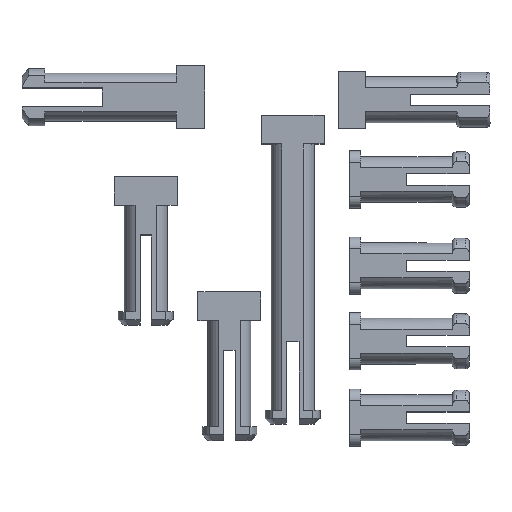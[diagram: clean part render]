
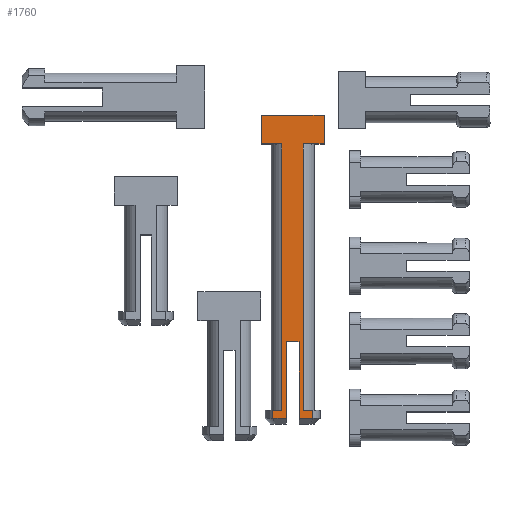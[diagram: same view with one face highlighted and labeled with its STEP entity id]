
A CAD part, top view. The second image highlights one B-rep face of the part: STEP entity #1760.
In plain terms, the highlighted planar face has unit normal (0, 0, 1).
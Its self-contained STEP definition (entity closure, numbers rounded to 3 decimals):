
#151 = CARTESIAN_POINT ( 'NONE',  ( -59.695, 24.137, 3.955 ) ) ;
#351 = CARTESIAN_POINT ( 'NONE',  ( -63.142, 34.187, 3.955 ) ) ;
#1553 = ORIENTED_EDGE ( 'NONE', *, *, #21508, .F. ) ;
#1760 = ADVANCED_FACE ( 'NONE', ( #17306 ), #20776, .T. ) ;
#1898 = EDGE_CURVE ( 'NONE', #3139, #20209, #19441, .T. ) ;
#1933 = CARTESIAN_POINT ( 'NONE',  ( -66.434, 60.137, 3.955 ) ) ;
#1934 = DIRECTION ( 'NONE',  ( 0., 0., 1. ) ) ;
#1999 = VERTEX_POINT ( 'NONE', #15354 ) ;
#2035 = LINE ( 'NONE', #4064, #3560 ) ;
#2110 = VERTEX_POINT ( 'NONE', #5577 ) ;
#2418 = LINE ( 'NONE', #2642, #14376 ) ;
#2431 = LINE ( 'NONE', #6005, #11998 ) ;
#2537 = LINE ( 'NONE', #11210, #11727 ) ;
#2551 = CARTESIAN_POINT ( 'NONE',  ( -61.477, 34.187, 3.955 ) ) ;
#2642 = CARTESIAN_POINT ( 'NONE',  ( -63.142, 24.137, 3.955 ) ) ;
#2828 = VECTOR ( 'NONE', #15165, 1000. ) ;
#2852 = EDGE_CURVE ( 'NONE', #8600, #2110, #3849, .T. ) ;
#2978 = EDGE_CURVE ( 'NONE', #14242, #3139, #14979, .T. ) ;
#3139 = VERTEX_POINT ( 'NONE', #6089 ) ;
#3215 = VERTEX_POINT ( 'NONE', #14847 ) ;
#3560 = VECTOR ( 'NONE', #19206, 1000. ) ;
#3663 = VERTEX_POINT ( 'NONE', #18025 ) ;
#3768 = VECTOR ( 'NONE', #3910, 1000. ) ;
#3824 = DIRECTION ( 'NONE',  ( 0., 1., 0. ) ) ;
#3849 = LINE ( 'NONE', #18991, #21289 ) ;
#3910 = DIRECTION ( 'NONE',  ( 1., 0., 0. ) ) ;
#4064 = CARTESIAN_POINT ( 'NONE',  ( -58.184, 60.137, 3.955 ) ) ;
#4105 = ORIENTED_EDGE ( 'NONE', *, *, #5499, .F. ) ;
#4167 = CARTESIAN_POINT ( 'NONE',  ( -61.477, 24.137, 3.955 ) ) ;
#4169 = ORIENTED_EDGE ( 'NONE', *, *, #5728, .F. ) ;
#4484 = ORIENTED_EDGE ( 'NONE', *, *, #1898, .F. ) ;
#4793 = CARTESIAN_POINT ( 'NONE',  ( -60.896, 60.137, 3.955 ) ) ;
#5386 = ORIENTED_EDGE ( 'NONE', *, *, #10962, .F. ) ;
#5394 = EDGE_CURVE ( 'NONE', #1999, #3215, #20425, .T. ) ;
#5499 = EDGE_CURVE ( 'NONE', #13710, #19658, #5608, .T. ) ;
#5517 = CARTESIAN_POINT ( 'NONE',  ( -56.819, 44.012, 3.955 ) ) ;
#5521 = VERTEX_POINT ( 'NONE', #351 ) ;
#5577 = CARTESIAN_POINT ( 'NONE',  ( -63.722, 60.137, 3.955 ) ) ;
#5592 = VERTEX_POINT ( 'NONE', #4167 ) ;
#5608 = LINE ( 'NONE', #8929, #10645 ) ;
#5678 = EDGE_CURVE ( 'NONE', #3215, #3663, #21606, .T. ) ;
#5706 = EDGE_CURVE ( 'NONE', #20209, #5592, #2537, .T. ) ;
#5728 = EDGE_CURVE ( 'NONE', #5592, #17316, #2431, .T. ) ;
#5734 = AXIS2_PLACEMENT_3D ( 'NONE', #5517, #1934, #8733 ) ;
#5799 = CARTESIAN_POINT ( 'NONE',  ( -64.924, 25.187, 3.955 ) ) ;
#6005 = CARTESIAN_POINT ( 'NONE',  ( -61.477, 24.137, 3.955 ) ) ;
#6041 = CARTESIAN_POINT ( 'NONE',  ( -64.924, 24.137, 3.955 ) ) ;
#6089 = CARTESIAN_POINT ( 'NONE',  ( -59.695, 25.187, 3.955 ) ) ;
#6218 = CARTESIAN_POINT ( 'NONE',  ( -58.184, 63.887, 3.955 ) ) ;
#6349 = ORIENTED_EDGE ( 'NONE', *, *, #12842, .T. ) ;
#6700 = DIRECTION ( 'NONE',  ( 0., -1., 0. ) ) ;
#6967 = DIRECTION ( 'NONE',  ( 0., 1., 0. ) ) ;
#7048 = ORIENTED_EDGE ( 'NONE', *, *, #19579, .F. ) ;
#7556 = DIRECTION ( 'NONE',  ( 0., -1., 0. ) ) ;
#7618 = DIRECTION ( 'NONE',  ( 0., -1., 0. ) ) ;
#7908 = LINE ( 'NONE', #21520, #19479 ) ;
#7973 = DIRECTION ( 'NONE',  ( -1., 0., 0. ) ) ;
#8018 = DIRECTION ( 'NONE',  ( -1., 0., 0. ) ) ;
#8567 = VERTEX_POINT ( 'NONE', #12257 ) ;
#8600 = VERTEX_POINT ( 'NONE', #21310 ) ;
#8733 = DIRECTION ( 'NONE',  ( 0., -1., 0. ) ) ;
#8929 = CARTESIAN_POINT ( 'NONE',  ( -64.924, 24.137, 3.955 ) ) ;
#9143 = ORIENTED_EDGE ( 'NONE', *, *, #18139, .F. ) ;
#9243 = LINE ( 'NONE', #5799, #3768 ) ;
#9328 = DIRECTION ( 'NONE',  ( -1., 0., 0. ) ) ;
#9602 = ORIENTED_EDGE ( 'NONE', *, *, #12444, .F. ) ;
#9835 = EDGE_CURVE ( 'NONE', #2110, #11338, #7908, .T. ) ;
#10145 = LINE ( 'NONE', #10358, #10830 ) ;
#10358 = CARTESIAN_POINT ( 'NONE',  ( -63.142, 34.187, 3.955 ) ) ;
#10645 = VECTOR ( 'NONE', #3824, 1000. ) ;
#10733 = CARTESIAN_POINT ( 'NONE',  ( -60.896, 60.137, 3.955 ) ) ;
#10830 = VECTOR ( 'NONE', #6700, 1000. ) ;
#10962 = EDGE_CURVE ( 'NONE', #17316, #5521, #21859, .T. ) ;
#11210 = CARTESIAN_POINT ( 'NONE',  ( -59.695, 24.137, 3.955 ) ) ;
#11338 = VERTEX_POINT ( 'NONE', #1933 ) ;
#11727 = VECTOR ( 'NONE', #9328, 1000. ) ;
#11998 = VECTOR ( 'NONE', #16328, 1000. ) ;
#12257 = CARTESIAN_POINT ( 'NONE',  ( -63.142, 24.137, 3.955 ) ) ;
#12352 = ORIENTED_EDGE ( 'NONE', *, *, #2978, .F. ) ;
#12444 = EDGE_CURVE ( 'NONE', #3663, #19277, #2035, .T. ) ;
#12707 = CARTESIAN_POINT ( 'NONE',  ( -60.896, 25.187, 3.955 ) ) ;
#12834 = CARTESIAN_POINT ( 'NONE',  ( -59.695, 25.187, 3.955 ) ) ;
#12842 = EDGE_CURVE ( 'NONE', #1999, #11338, #13804, .T. ) ;
#13026 = DIRECTION ( 'NONE',  ( -1., 0., 0. ) ) ;
#13061 = VECTOR ( 'NONE', #21826, 1000. ) ;
#13685 = ORIENTED_EDGE ( 'NONE', *, *, #2852, .F. ) ;
#13710 = VERTEX_POINT ( 'NONE', #6041 ) ;
#13804 = LINE ( 'NONE', #20628, #16340 ) ;
#13825 = VECTOR ( 'NONE', #13026, 1000. ) ;
#14220 = VECTOR ( 'NONE', #7618, 1000. ) ;
#14242 = VERTEX_POINT ( 'NONE', #12707 ) ;
#14376 = VECTOR ( 'NONE', #7973, 1000. ) ;
#14581 = CARTESIAN_POINT ( 'NONE',  ( -61.477, 34.187, 3.955 ) ) ;
#14847 = CARTESIAN_POINT ( 'NONE',  ( -58.184, 63.887, 3.955 ) ) ;
#14979 = LINE ( 'NONE', #18575, #13061 ) ;
#15015 = ORIENTED_EDGE ( 'NONE', *, *, #9835, .F. ) ;
#15059 = VECTOR ( 'NONE', #21005, 1000. ) ;
#15165 = DIRECTION ( 'NONE',  ( 1., 0., 0. ) ) ;
#15354 = CARTESIAN_POINT ( 'NONE',  ( -66.434, 63.887, 3.955 ) ) ;
#15619 = VECTOR ( 'NONE', #7556, 1000. ) ;
#16328 = DIRECTION ( 'NONE',  ( 0., 1., 0. ) ) ;
#16340 = VECTOR ( 'NONE', #17270, 1000. ) ;
#17071 = ORIENTED_EDGE ( 'NONE', *, *, #5394, .F. ) ;
#17270 = DIRECTION ( 'NONE',  ( 0., -1., 0. ) ) ;
#17306 = FACE_OUTER_BOUND ( 'NONE', #17370, .T. ) ;
#17316 = VERTEX_POINT ( 'NONE', #2551 ) ;
#17370 = EDGE_LOOP ( 'NONE', ( #1553, #5386, #4169, #21870, #4484, #12352, #7048, #9602, #21395, #17071, #6349, #15015, #13685, #9143, #4105, #17545 ) ) ;
#17545 = ORIENTED_EDGE ( 'NONE', *, *, #21124, .F. ) ;
#17969 = CARTESIAN_POINT ( 'NONE',  ( -64.924, 25.187, 3.955 ) ) ;
#18025 = CARTESIAN_POINT ( 'NONE',  ( -58.184, 60.137, 3.955 ) ) ;
#18139 = EDGE_CURVE ( 'NONE', #19658, #8600, #9243, .T. ) ;
#18575 = CARTESIAN_POINT ( 'NONE',  ( -60.896, 25.187, 3.955 ) ) ;
#18991 = CARTESIAN_POINT ( 'NONE',  ( -63.722, 25.187, 3.955 ) ) ;
#19206 = DIRECTION ( 'NONE',  ( -1., 0., 0. ) ) ;
#19277 = VERTEX_POINT ( 'NONE', #4793 ) ;
#19436 = LINE ( 'NONE', #10733, #15059 ) ;
#19441 = LINE ( 'NONE', #12834, #14220 ) ;
#19479 = VECTOR ( 'NONE', #8018, 1000. ) ;
#19579 = EDGE_CURVE ( 'NONE', #19277, #14242, #19436, .T. ) ;
#19658 = VERTEX_POINT ( 'NONE', #17969 ) ;
#20209 = VERTEX_POINT ( 'NONE', #151 ) ;
#20425 = LINE ( 'NONE', #21675, #2828 ) ;
#20628 = CARTESIAN_POINT ( 'NONE',  ( -66.434, 63.887, 3.955 ) ) ;
#20776 = PLANE ( 'NONE',  #5734 ) ;
#21005 = DIRECTION ( 'NONE',  ( 0., -1., 0. ) ) ;
#21124 = EDGE_CURVE ( 'NONE', #8567, #13710, #2418, .T. ) ;
#21289 = VECTOR ( 'NONE', #6967, 1000. ) ;
#21310 = CARTESIAN_POINT ( 'NONE',  ( -63.722, 25.187, 3.955 ) ) ;
#21395 = ORIENTED_EDGE ( 'NONE', *, *, #5678, .F. ) ;
#21508 = EDGE_CURVE ( 'NONE', #5521, #8567, #10145, .T. ) ;
#21520 = CARTESIAN_POINT ( 'NONE',  ( -63.722, 60.137, 3.955 ) ) ;
#21606 = LINE ( 'NONE', #6218, #15619 ) ;
#21675 = CARTESIAN_POINT ( 'NONE',  ( -66.434, 63.887, 3.955 ) ) ;
#21826 = DIRECTION ( 'NONE',  ( 1., 0., 0. ) ) ;
#21859 = LINE ( 'NONE', #14581, #13825 ) ;
#21870 = ORIENTED_EDGE ( 'NONE', *, *, #5706, .F. ) ;
